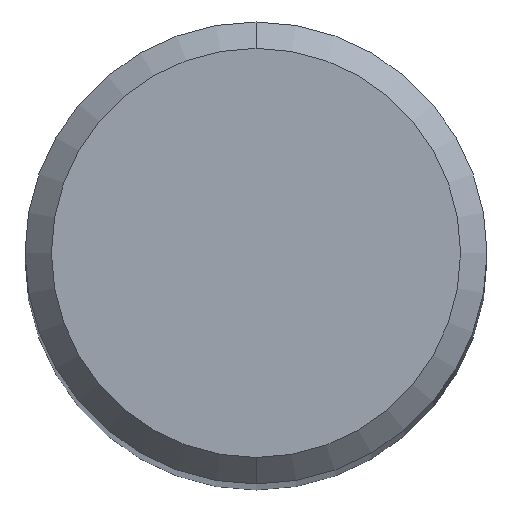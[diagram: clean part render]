
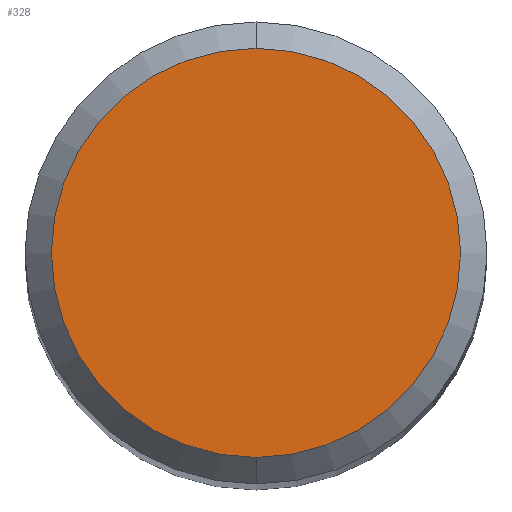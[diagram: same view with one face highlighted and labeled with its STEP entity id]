
A CAD part, top view. The second image highlights one B-rep face of the part: STEP entity #328.
In plain terms, the highlighted planar face has unit normal (0, 0, 1).
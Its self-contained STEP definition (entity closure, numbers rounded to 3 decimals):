
#232=VERTEX_POINT('',#537);
#296=EDGE_CURVE('',#424,#232,#612,.T.);
#328=ADVANCED_FACE('',(#646),#647,.T.);
#412=EDGE_CURVE('',#232,#424,#740,.T.);
#424=VERTEX_POINT('',#752);
#537=CARTESIAN_POINT('',(0.0,3.1,0.0));
#612=CIRCLE('',#1091,3.1);
#646=FACE_OUTER_BOUND('',#1140,.T.);
#647=PLANE('',#1141);
#740=CIRCLE('',#1335,3.1);
#752=CARTESIAN_POINT('',(0.,-3.1,0.0));
#1091=AXIS2_PLACEMENT_3D('',#1577,#1578,#1579);
#1140=EDGE_LOOP('',(#1608,#1609));
#1141=AXIS2_PLACEMENT_3D('',#1610,#1611,#1612);
#1335=AXIS2_PLACEMENT_3D('',#1713,#1714,#1715);
#1577=CARTESIAN_POINT('',(0.0,0.0,0.0));
#1578=DIRECTION('',(0.0,0.0,-1.0));
#1579=DIRECTION('',(0.0,1.0,0.0));
#1608=ORIENTED_EDGE('',*,*,#412,.F.);
#1609=ORIENTED_EDGE('',*,*,#296,.F.);
#1610=CARTESIAN_POINT('',(0.0,1.55,0.0));
#1611=DIRECTION('',(-0.0,0.0,1.0));
#1612=DIRECTION('',(0.0,-1.0,0.0));
#1713=CARTESIAN_POINT('',(0.0,0.0,0.0));
#1714=DIRECTION('',(0.0,0.0,-1.0));
#1715=DIRECTION('',(0.0,1.0,0.0));
